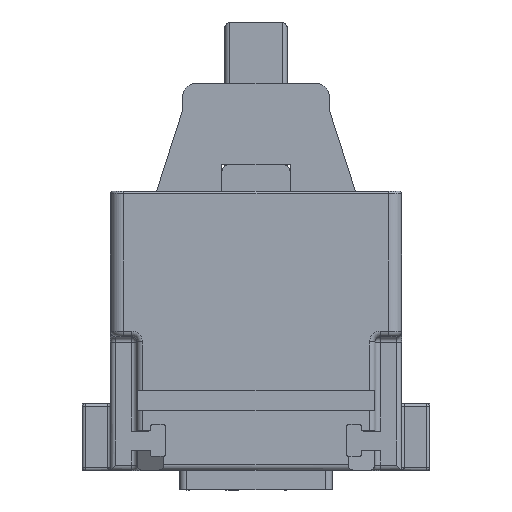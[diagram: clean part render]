
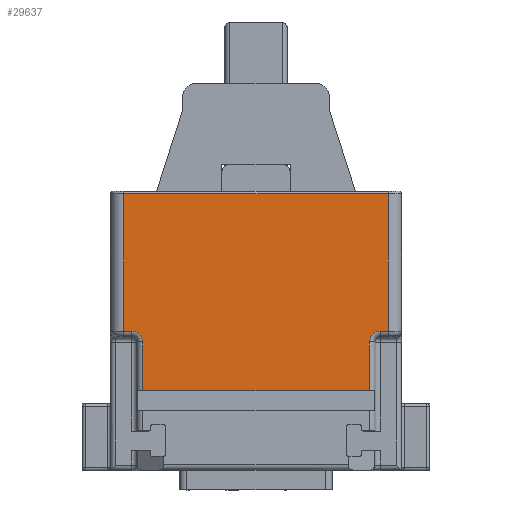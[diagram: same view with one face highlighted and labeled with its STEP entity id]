
A CAD part, top view. The second image highlights one B-rep face of the part: STEP entity #29637.
In plain terms, the highlighted planar face has unit normal (0, 0, 1).
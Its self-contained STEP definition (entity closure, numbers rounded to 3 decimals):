
#3755=DIRECTION('',(0.,-1.,0.));
#3756=VECTOR('',#3755,10.3);
#3757=CARTESIAN_POINT('',(-9.9,14.35,9.9));
#3758=LINE('',#3757,#3756);
#4637=DIRECTION('',(0.,1.,0.));
#4638=VECTOR('',#4637,10.3);
#4639=CARTESIAN_POINT('',(9.9,4.05,9.9));
#4640=LINE('',#4639,#4638);
#5102=DIRECTION('',(1.,0.,0.));
#5103=VECTOR('',#5102,19.8);
#5104=CARTESIAN_POINT('',(-9.9,14.35,9.9));
#5105=LINE('',#5104,#5103);
#5111=DIRECTION('',(1.,0.,0.));
#5112=VECTOR('',#5111,0.6);
#5113=CARTESIAN_POINT('',(9.3,4.05,9.9));
#5114=LINE('',#5113,#5112);
#5115=CARTESIAN_POINT('',(9.3,3.25,9.9));
#5116=DIRECTION('',(0.,0.,-1.));
#5117=DIRECTION('',(-1.,0.,0.));
#5118=AXIS2_PLACEMENT_3D('',#5115,#5116,#5117);
#5120=DIRECTION('',(0.,1.,0.));
#5121=VECTOR('',#5120,3.65);
#5122=CARTESIAN_POINT('',(8.5,-0.4,9.9));
#5123=LINE('',#5122,#5121);
#5124=DIRECTION('',(-1.,0.,0.));
#5125=VECTOR('',#5124,17.);
#5126=CARTESIAN_POINT('',(8.5,-0.4,9.9));
#5127=LINE('',#5126,#5125);
#5128=DIRECTION('',(0.,-1.,0.));
#5129=VECTOR('',#5128,3.65);
#5130=CARTESIAN_POINT('',(-8.5,3.25,9.9));
#5131=LINE('',#5130,#5129);
#5132=CARTESIAN_POINT('',(-9.3,3.25,9.9));
#5133=DIRECTION('',(0.,0.,-1.));
#5134=DIRECTION('',(0.,1.,0.));
#5135=AXIS2_PLACEMENT_3D('',#5132,#5133,#5134);
#5137=DIRECTION('',(1.,0.,0.));
#5138=VECTOR('',#5137,0.6);
#5139=CARTESIAN_POINT('',(-9.9,4.05,9.9));
#5140=LINE('',#5139,#5138);
#19717=CARTESIAN_POINT('',(9.9,14.35,9.9));
#19718=VERTEX_POINT('',#19717);
#19721=CARTESIAN_POINT('',(-9.9,14.35,9.9));
#19722=VERTEX_POINT('',#19721);
#19830=CARTESIAN_POINT('',(8.5,-0.4,9.9));
#19832=VERTEX_POINT('',#19830);
#19833=CARTESIAN_POINT('',(8.5,3.25,9.9));
#19834=VERTEX_POINT('',#19833);
#19835=CARTESIAN_POINT('',(9.3,4.05,9.9));
#19836=CARTESIAN_POINT('',(9.9,4.05,9.9));
#19837=VERTEX_POINT('',#19835);
#19838=VERTEX_POINT('',#19836);
#19871=CARTESIAN_POINT('',(-8.5,-0.4,9.9));
#19873=VERTEX_POINT('',#19871);
#19877=CARTESIAN_POINT('',(-8.5,3.25,9.9));
#19878=VERTEX_POINT('',#19877);
#19883=CARTESIAN_POINT('',(-9.9,4.05,9.9));
#19884=CARTESIAN_POINT('',(-9.3,4.05,9.9));
#19885=VERTEX_POINT('',#19883);
#19886=VERTEX_POINT('',#19884);
#29613=CARTESIAN_POINT('',(10.9,5.75,9.9));
#29614=DIRECTION('',(0.,0.,1.));
#29615=DIRECTION('',(-1.,0.,0.));
#29616=AXIS2_PLACEMENT_3D('',#29613,#29614,#29615);
#29617=PLANE('',#29616);
#29618=ORIENTED_EDGE('',*,*,#29607,.T.);
#29619=ORIENTED_EDGE('',*,*,#29125,.F.);
#29621=ORIENTED_EDGE('',*,*,#29620,.F.);
#29623=ORIENTED_EDGE('',*,*,#29622,.F.);
#29625=ORIENTED_EDGE('',*,*,#29624,.F.);
#29627=ORIENTED_EDGE('',*,*,#29626,.T.);
#29629=ORIENTED_EDGE('',*,*,#29628,.F.);
#29631=ORIENTED_EDGE('',*,*,#29630,.F.);
#29633=ORIENTED_EDGE('',*,*,#29632,.F.);
#29634=ORIENTED_EDGE('',*,*,#28051,.F.);
#29635=EDGE_LOOP('',(#29618,#29619,#29621,#29623,#29625,#29627,#29629,#29631,
#29633,#29634));
#29636=FACE_OUTER_BOUND('',#29635,.F.);
#29637=ADVANCED_FACE('',(#29636),#29617,.T.);
#5119=CIRCLE('',#5118,0.8);
#5136=CIRCLE('',#5135,0.8);
#28051=EDGE_CURVE('',#19722,#19885,#3758,.T.);
#29125=EDGE_CURVE('',#19838,#19718,#4640,.T.);
#29607=EDGE_CURVE('',#19722,#19718,#5105,.T.);
#29620=EDGE_CURVE('',#19837,#19838,#5114,.T.);
#29622=EDGE_CURVE('',#19834,#19837,#5119,.T.);
#29624=EDGE_CURVE('',#19832,#19834,#5123,.T.);
#29626=EDGE_CURVE('',#19832,#19873,#5127,.T.);
#29628=EDGE_CURVE('',#19878,#19873,#5131,.T.);
#29630=EDGE_CURVE('',#19886,#19878,#5136,.T.);
#29632=EDGE_CURVE('',#19885,#19886,#5140,.T.);
